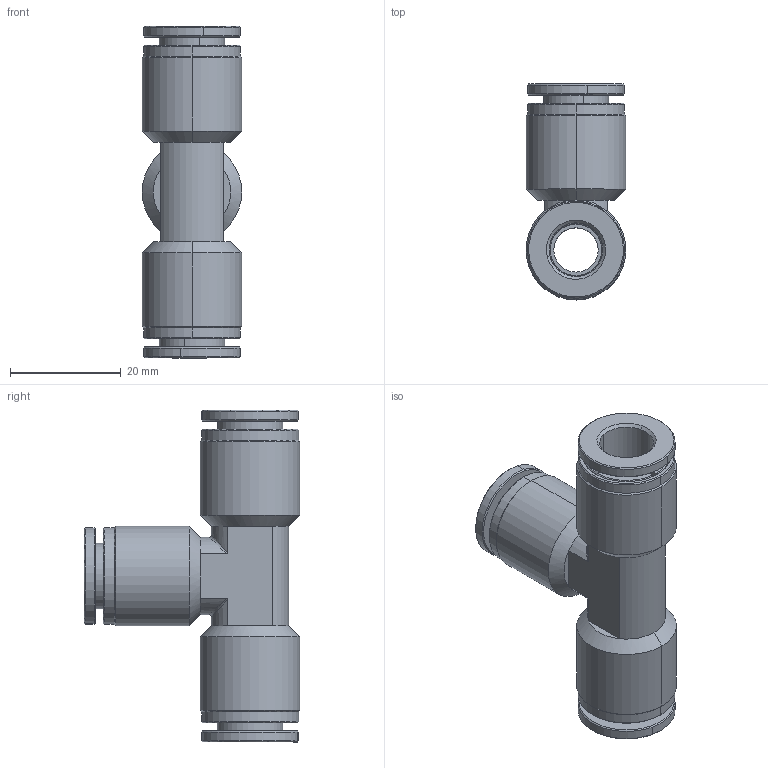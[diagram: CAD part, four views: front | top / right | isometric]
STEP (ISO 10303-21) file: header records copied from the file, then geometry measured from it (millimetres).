
FILE_DESCRIPTION (( 'STEP AP214' ), '1' );
FILE_NAME ('TUS3-8W.STEP', '2018-07-03T23:52:51', ( '' ), ( '' ), 'SwSTEP 2.0', 'SolidWorks 2016', '' );
FILE_SCHEMA (( 'AUTOMOTIVE_DESIGN' ));
Length unit declared in the file: millimetre
Products named in the file (1): TUS3-8W
Bounding box: 18 x 38.97 x 59.94 mm (x, y, z)
Volume: 10644.5 mm3; surface area: 17284.7 mm2
Topology: 16 solids, 16 shells, 1143 faces, 3164 edges, 2067 vertices
Faces by surface type: plane 422, cone 363, cylinder 197, bspline 155, torus 6
Entity records: 52964 total; most frequent: CARTESIAN_POINT 13220, ORIENTED_EDGE 6328, DIRECTION 4858, EDGE_CURVE 3164, VERTEX_POINT 2067, AXIS2_PLACEMENT_3D 1981, B_SPLINE_CURVE_WITH_KNOTS 1243, EDGE_LOOP 1191
